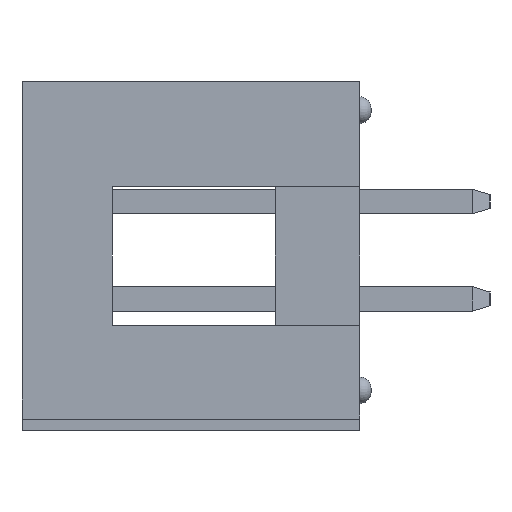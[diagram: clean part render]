
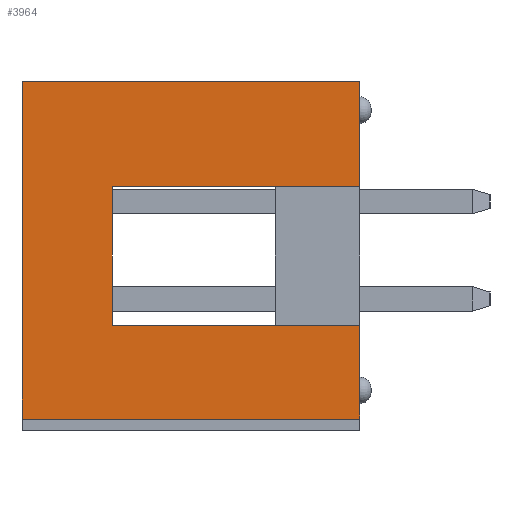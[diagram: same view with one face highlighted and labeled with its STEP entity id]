
A CAD part, left-side view. The second image highlights one B-rep face of the part: STEP entity #3964.
In plain terms, the highlighted planar face has unit normal (-1, 0, 0).
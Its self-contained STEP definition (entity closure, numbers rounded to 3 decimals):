
#40 = ORIENTED_EDGE ( 'NONE', *, *, #4249, .F. ) ;
#112 = VERTEX_POINT ( 'NONE', #9431 ) ;
#397 = EDGE_CURVE ( 'NONE', #4156, #6511, #6933, .T. ) ;
#438 = VECTOR ( 'NONE', #3706, 1000. ) ;
#656 = CARTESIAN_POINT ( 'NONE',  ( -13.96, 47.474, -4.25 ) ) ;
#936 = CARTESIAN_POINT ( 'NONE',  ( -13.96, 6.75, 1.8 ) ) ;
#951 = EDGE_CURVE ( 'NONE', #5017, #5374, #3132, .T. ) ;
#966 = VERTEX_POINT ( 'NONE', #936 ) ;
#1098 = CARTESIAN_POINT ( 'NONE',  ( -13.96, 9.1, -4.25 ) ) ;
#1452 = LINE ( 'NONE', #6802, #2189 ) ;
#1476 = CARTESIAN_POINT ( 'NONE',  ( -13.96, 47.474, 4.55 ) ) ;
#1569 = ORIENTED_EDGE ( 'NONE', *, *, #4842, .F. ) ;
#1867 = CARTESIAN_POINT ( 'NONE',  ( -13.96, 9.1, -4.25 ) ) ;
#2031 = VECTOR ( 'NONE', #9502, 1000. ) ;
#2143 = DIRECTION ( 'NONE',  ( 0., 0., 1. ) ) ;
#2164 = ORIENTED_EDGE ( 'NONE', *, *, #5008, .F. ) ;
#2189 = VECTOR ( 'NONE', #4632, 1000. ) ;
#2252 = AXIS2_PLACEMENT_3D ( 'NONE', #656, #9518, #7093 ) ;
#2455 = CARTESIAN_POINT ( 'NONE',  ( -13.96, 0.3, 1.8 ) ) ;
#2545 = DIRECTION ( 'NONE',  ( 0., -1., 0. ) ) ;
#2982 = LINE ( 'NONE', #1476, #438 ) ;
#3043 = PLANE ( 'NONE',  #2252 ) ;
#3132 = LINE ( 'NONE', #4751, #2031 ) ;
#3205 = VECTOR ( 'NONE', #2545, 1000. ) ;
#3480 = LINE ( 'NONE', #6662, #3205 ) ;
#3706 = DIRECTION ( 'NONE',  ( 0., -1., 0. ) ) ;
#3749 = VECTOR ( 'NONE', #4542, 1000. ) ;
#3929 = FACE_OUTER_BOUND ( 'NONE', #5366, .T. ) ;
#3964 = ADVANCED_FACE ( 'NONE', ( #3929 ), #3043, .F. ) ;
#4156 = VERTEX_POINT ( 'NONE', #2455 ) ;
#4249 = EDGE_CURVE ( 'NONE', #4156, #966, #9146, .T. ) ;
#4433 = CARTESIAN_POINT ( 'NONE',  ( -13.96, 0.3, 1.8 ) ) ;
#4542 = DIRECTION ( 'NONE',  ( 0., 1., 0. ) ) ;
#4632 = DIRECTION ( 'NONE',  ( 0., 0., 1. ) ) ;
#4641 = CARTESIAN_POINT ( 'NONE',  ( -13.96, 0.3, -1.8 ) ) ;
#4751 = CARTESIAN_POINT ( 'NONE',  ( -13.96, 6.75, -1.8 ) ) ;
#4842 = EDGE_CURVE ( 'NONE', #112, #6511, #2982, .T. ) ;
#4907 = VERTEX_POINT ( 'NONE', #7947 ) ;
#5008 = EDGE_CURVE ( 'NONE', #966, #5017, #9861, .T. ) ;
#5017 = VERTEX_POINT ( 'NONE', #6712 ) ;
#5150 = CARTESIAN_POINT ( 'NONE',  ( -13.96, 6.75, 1.8 ) ) ;
#5182 = VECTOR ( 'NONE', #9085, 1000. ) ;
#5235 = ORIENTED_EDGE ( 'NONE', *, *, #8172, .T. ) ;
#5366 = EDGE_LOOP ( 'NONE', ( #2164, #40, #8449, #1569, #5471, #5235, #10209, #8602 ) ) ;
#5374 = VERTEX_POINT ( 'NONE', #4641 ) ;
#5471 = ORIENTED_EDGE ( 'NONE', *, *, #7184, .F. ) ;
#5932 = DIRECTION ( 'NONE',  ( 0., 0., -1. ) ) ;
#6100 = VECTOR ( 'NONE', #2143, 1000. ) ;
#6114 = VERTEX_POINT ( 'NONE', #1098 ) ;
#6184 = CARTESIAN_POINT ( 'NONE',  ( -13.96, 0.3, 4.55 ) ) ;
#6449 = EDGE_CURVE ( 'NONE', #4907, #5374, #1452, .T. ) ;
#6511 = VERTEX_POINT ( 'NONE', #6184 ) ;
#6662 = CARTESIAN_POINT ( 'NONE',  ( -13.96, 47.474, -4.25 ) ) ;
#6712 = CARTESIAN_POINT ( 'NONE',  ( -13.96, 6.75, -1.8 ) ) ;
#6802 = CARTESIAN_POINT ( 'NONE',  ( -13.96, 0.3, -4.25 ) ) ;
#6933 = LINE ( 'NONE', #10096, #6100 ) ;
#7093 = DIRECTION ( 'NONE',  ( 0., 0., -1. ) ) ;
#7184 = EDGE_CURVE ( 'NONE', #6114, #112, #8305, .T. ) ;
#7392 = VECTOR ( 'NONE', #5932, 1000. ) ;
#7947 = CARTESIAN_POINT ( 'NONE',  ( -13.96, 0.3, -4.25 ) ) ;
#8172 = EDGE_CURVE ( 'NONE', #6114, #4907, #3480, .T. ) ;
#8305 = LINE ( 'NONE', #1867, #5182 ) ;
#8449 = ORIENTED_EDGE ( 'NONE', *, *, #397, .T. ) ;
#8602 = ORIENTED_EDGE ( 'NONE', *, *, #951, .F. ) ;
#9085 = DIRECTION ( 'NONE',  ( 0., 0., 1. ) ) ;
#9146 = LINE ( 'NONE', #4433, #3749 ) ;
#9431 = CARTESIAN_POINT ( 'NONE',  ( -13.96, 9.1, 4.55 ) ) ;
#9502 = DIRECTION ( 'NONE',  ( 0., -1., 0. ) ) ;
#9518 = DIRECTION ( 'NONE',  ( 1., 0., 0. ) ) ;
#9861 = LINE ( 'NONE', #5150, #7392 ) ;
#10096 = CARTESIAN_POINT ( 'NONE',  ( -13.96, 0.3, -4.25 ) ) ;
#10209 = ORIENTED_EDGE ( 'NONE', *, *, #6449, .T. ) ;
